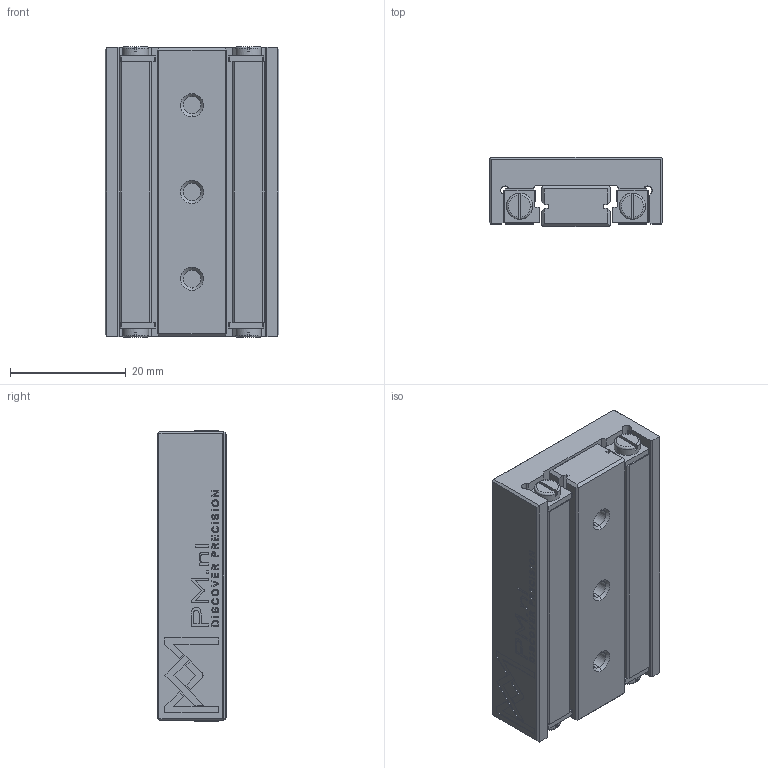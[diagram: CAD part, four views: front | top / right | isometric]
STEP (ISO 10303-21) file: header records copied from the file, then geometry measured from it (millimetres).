
FILE_DESCRIPTION(/* description */ (''),/* implementation_level */ '2;1');
FILE_NAME(/* name */ 'RTS-2050.stp',/* time_stamp */ '2024-10-04T09:26:34+02:00',/* author */ (''),/* organization */ (''),/* preprocessor_version */ 'ST-DEVELOPER v16.7',/* originating_system */ 'SIEMENS PLM Software NX 12.0',/* authorisation */ '');
FILE_SCHEMA (('AUTOMOTIVE_DESIGN { 1 0 10303 214 3 1 1 1 }'));
Length unit declared in the file: millimetre
Products named in the file (1): RTS-2050_stp
Bounding box: 30 x 12 x 50.2 mm (x, y, z)
Volume: 15805.4 mm3; surface area: 9835.9 mm2
Topology: 2 solids, 2 shells, 922 faces, 2437 edges, 1602 vertices
Faces by surface type: plane 610, bspline 180, cylinder 76, cone 32, torus 24
Entity records: 35508 total; most frequent: CARTESIAN_POINT 7818, ORIENTED_EDGE 4874, DIRECTION 3785, EDGE_CURVE 2437, LINE 1799, VECTOR 1799, VERTEX_POINT 1602, EDGE_LOOP 1021
